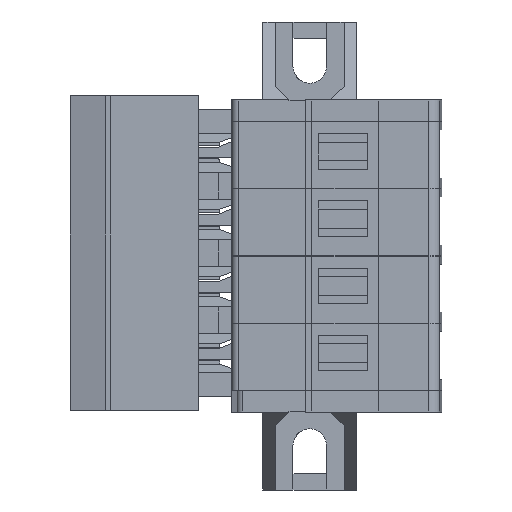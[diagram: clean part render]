
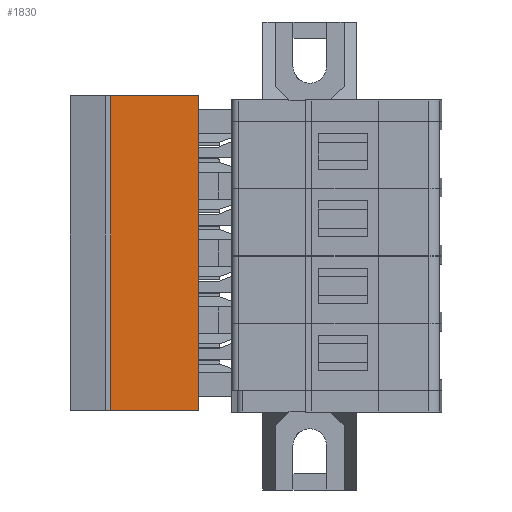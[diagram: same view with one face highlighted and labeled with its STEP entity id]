
A CAD part, left-side view. The second image highlights one B-rep face of the part: STEP entity #1830.
In plain terms, the highlighted planar face has unit normal (-1, 0, 0).
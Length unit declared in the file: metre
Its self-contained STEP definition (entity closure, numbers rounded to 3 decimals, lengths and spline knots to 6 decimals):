
#1830 = ADVANCED_FACE( '', ( #3827 ), #3828, .F. );
#3827 = FACE_OUTER_BOUND( '', #5936, .T. );
#3828 = PLANE( '', #5937 );
#5936 = EDGE_LOOP( '', ( #11637, #11638, #11639, #11640 ) );
#5937 = AXIS2_PLACEMENT_3D( '', #11641, #11642, #11643 );
#11637 = ORIENTED_EDGE( '', *, *, #14687, .T. );
#11638 = ORIENTED_EDGE( '', *, *, #14612, .T. );
#11639 = ORIENTED_EDGE( '', *, *, #15173, .F. );
#11640 = ORIENTED_EDGE( '', *, *, #14911, .T. );
#11641 = CARTESIAN_POINT( '', ( -0.0006, 0.01095, 0.0025 ) );
#11642 = DIRECTION( '', ( 1., 0., 0. ) );
#11643 = DIRECTION( '', ( 0., 0., -1. ) );
#14612 = EDGE_CURVE( '', #18307, #18305, #18308, .T. );
#14687 = EDGE_CURVE( '', #18402, #18307, #18403, .T. );
#14911 = EDGE_CURVE( '', #18674, #18402, #18682, .T. );
#15173 = EDGE_CURVE( '', #18674, #18305, #18980, .T. );
#18305 = VERTEX_POINT( '', #23692 );
#18307 = VERTEX_POINT( '', #23695 );
#18308 = LINE( '', #23696, #23697 );
#18402 = VERTEX_POINT( '', #23860 );
#18403 = LINE( '', #23861, #23862 );
#18674 = VERTEX_POINT( '', #24296 );
#18682 = LINE( '', #24309, #24310 );
#18980 = LINE( '', #24767, #24768 );
#23692 = CARTESIAN_POINT( '', ( -0.0006, 0.01095, -0.00398 ) );
#23695 = CARTESIAN_POINT( '', ( -0.0006, 0.01745, -0.00398 ) );
#23696 = CARTESIAN_POINT( '', ( -0.0006, 0.01095, -0.00398 ) );
#23697 = VECTOR( '', #26779, 1. );
#23860 = CARTESIAN_POINT( '', ( -0.0006, 0.01745, 0.01942 ) );
#23861 = CARTESIAN_POINT( '', ( -0.0006, 0.01745, 0.0025 ) );
#23862 = VECTOR( '', #26830, 1. );
#24296 = CARTESIAN_POINT( '', ( -0.0006, 0.01095, 0.01942 ) );
#24309 = CARTESIAN_POINT( '', ( -0.0006, 0.01745, 0.01942 ) );
#24310 = VECTOR( '', #27007, 1. );
#24767 = CARTESIAN_POINT( '', ( -0.0006, 0.01095, 0.0025 ) );
#24768 = VECTOR( '', #27169, 1. );
#26779 = DIRECTION( '', ( 0., -1., 0. ) );
#26830 = DIRECTION( '', ( 0., 0., -1. ) );
#27007 = DIRECTION( '', ( 0., 1., 0. ) );
#27169 = DIRECTION( '', ( 0., 0., -1. ) );
